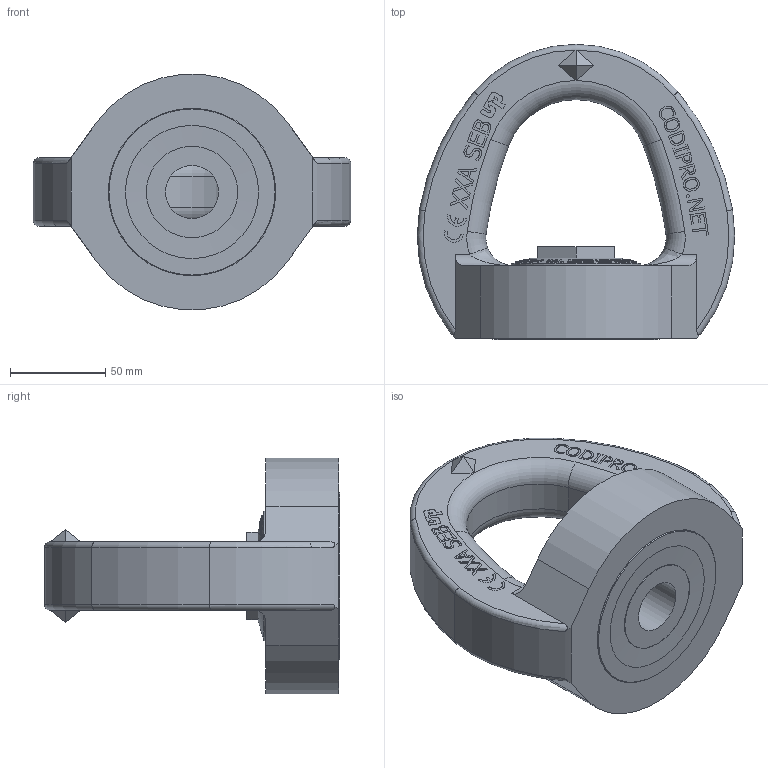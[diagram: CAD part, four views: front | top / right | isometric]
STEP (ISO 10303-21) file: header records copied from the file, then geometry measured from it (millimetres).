
FILE_DESCRIPTION(/* description */ (''),/* implementation_level */ '2;1');
FILE_NAME(/* name */ 'FE SEB U125 UP.stp',/* time_stamp */ '2017-09-26T12:06:13+02:00',/* author */ ('rklenes'),/* organization */ (''),/* preprocessor_version */ 'ST-DEVELOPER v16.5',/* originating_system */ 'Autodesk Inventor 2017',/* authorisation */ '');
FILE_SCHEMA (('AUTOMOTIVE_DESIGN { 1 0 10303 214 3 1 1 }'));
Length unit declared in the file: millimetre
Products named in the file (4): FE SEB U125 UP; SEM_4bis2; SEE_M48A; FE_SEA_U11-4_UP
Assembly tree (3 placements, depth 2):
  FE SEB U125 UP
    SEM_4bis2
    SEE_M48A
    FE_SEA_U11-4_UP
Bounding box: 166.71 x 155 x 123.54 mm (x, y, z)
Volume: 798968.2 mm3; surface area: 112273.9 mm2
Topology: 3 solids, 3 shells, 783 faces, 2091 edges, 1375 vertices
Faces by surface type: plane 427, bspline 245, cone 46, cylinder 41, torus 24
Full cylindrical faces by diameter (mm): 27.813 x1, 48 x3, 48.2 x1, 56 x3, 68 x2, 88 x2
Entity records: 27888 total; most frequent: CARTESIAN_POINT 10057, ORIENTED_EDGE 4110, DIRECTION 2832, EDGE_CURVE 2055, VERTEX_POINT 1371, LINE 1156, VECTOR 1156, EDGE_LOOP 884
